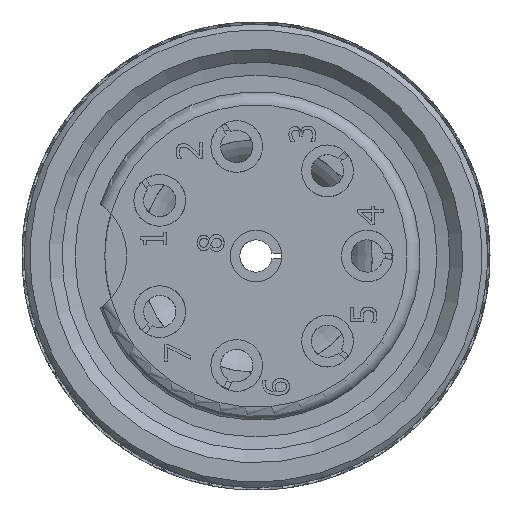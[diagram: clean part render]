
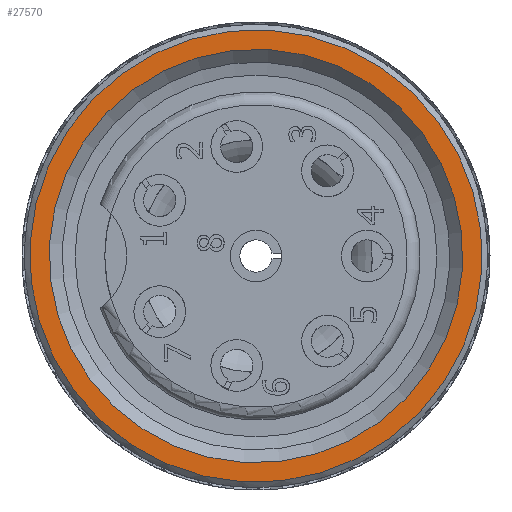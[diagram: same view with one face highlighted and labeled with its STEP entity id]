
A CAD part, left-side view. The second image highlights one B-rep face of the part: STEP entity #27570.
In plain terms, the highlighted planar face has unit normal (-1, 0, 0).
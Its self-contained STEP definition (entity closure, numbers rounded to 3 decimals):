
#676=PLANE('',#31169);
#1341=FACE_BOUND('',#5917,.T.);
#4193=FACE_OUTER_BOUND('',#5916,.T.);
#5916=EDGE_LOOP('',(#22884));
#5917=EDGE_LOOP('',(#22885));
#10074=CIRCLE('',#29767,8.);
#10084=CIRCLE('',#29782,8.75);
#11969=VERTEX_POINT('',#47985);
#11994=VERTEX_POINT('',#48060);
#15074=EDGE_CURVE('',#11969,#11969,#10074,.T.);
#15119=EDGE_CURVE('',#11994,#11994,#10084,.T.);
#22884=ORIENTED_EDGE('',*,*,#15119,.T.);
#22885=ORIENTED_EDGE('',*,*,#15074,.T.);
#27570=ADVANCED_FACE('',(#4193,#1341),#676,.F.);
#29767=AXIS2_PLACEMENT_3D('',#47987,#35759,#35760);
#29782=AXIS2_PLACEMENT_3D('',#48062,#35824,#35825);
#31169=AXIS2_PLACEMENT_3D('',#51002,#39323,#39324);
#35759=DIRECTION('center_axis',(1.,0.,0.));
#35760=DIRECTION('ref_axis',(0.,-0.993,0.114));
#35824=DIRECTION('center_axis',(-1.,0.,0.));
#35825=DIRECTION('ref_axis',(0.,-0.993,0.114));
#39323=DIRECTION('center_axis',(1.,0.,0.));
#39324=DIRECTION('ref_axis',(0.,-0.993,0.114));
#47985=CARTESIAN_POINT('',(5.011,-7.948,0.912));
#47987=CARTESIAN_POINT('Origin',(5.011,0.,0.));
#48060=CARTESIAN_POINT('',(5.011,8.693,-0.997));
#48062=CARTESIAN_POINT('Origin',(5.011,0.,0.));
#51002=CARTESIAN_POINT('Origin',(5.011,-1.032,-8.991));
